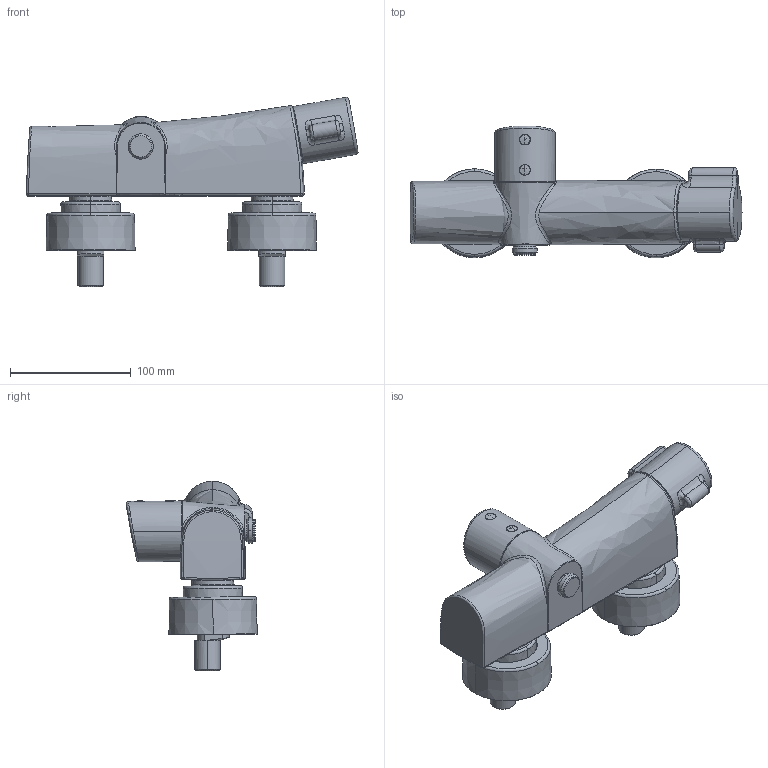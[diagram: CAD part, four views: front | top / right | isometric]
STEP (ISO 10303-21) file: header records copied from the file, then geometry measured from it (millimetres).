
FILE_DESCRIPTION (( 'STEP AP203' ), '1' );
FILE_NAME ('5670U(2020)+08866200(2020).STEP', '2020-03-16T11:20:04', ( '' ), ( '' ), 'SwSTEP 2.0', 'SolidWorks 2016', '' );
FILE_SCHEMA (( 'CONFIG_CONTROL_DESIGN' ));
Length unit declared in the file: millimetre
Products named in the file (1): 5670U(2020)+08866200(2020)
Bounding box: 274.43 x 108.85 x 156.54 mm (x, y, z)
Volume: 1096296.7 mm3; surface area: 133412 mm2
Topology: 1 solids, 1 shells, 351 faces, 883 edges, 535 vertices
Faces by surface type: bspline 119, cylinder 69, plane 59, torus 52, cone 49, sphere 3
Entity records: 25342 total; most frequent: CARTESIAN_POINT 17940, ORIENTED_EDGE 1738, DIRECTION 1242, EDGE_CURVE 869, AXIS2_PLACEMENT_3D 541, VERTEX_POINT 535, B_SPLINE_CURVE_WITH_KNOTS 396, EDGE_LOOP 374
